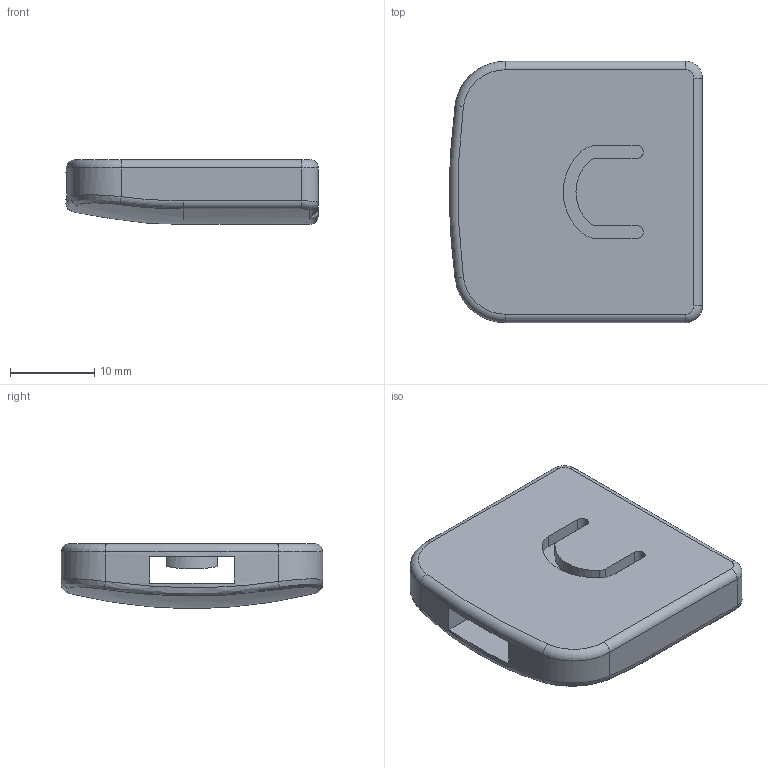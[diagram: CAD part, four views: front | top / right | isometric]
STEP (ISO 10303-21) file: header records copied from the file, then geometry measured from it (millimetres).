
FILE_DESCRIPTION (( 'STEP AP203' ), '1' );
FILE_NAME ('sone3D.STEP', '2014-05-22T10:32:04', ( '' ), ( '' ), 'SwSTEP 2.0', 'SolidWorks 2012', '' );
FILE_SCHEMA (( 'CONFIG_CONTROL_DESIGN' ));
Length unit declared in the file: millimetre
Products named in the file (1): sone3D
Bounding box: 29.98 x 31 x 7.7 mm (x, y, z)
Volume: 4006.8 mm3; surface area: 3866.5 mm2
Topology: 1 solids, 1 shells, 60 faces, 152 edges, 94 vertices
Faces by surface type: cylinder 25, plane 19, torus 8, bspline 7, sphere 1
Entity records: 3012 total; most frequent: CARTESIAN_POINT 1489, DIRECTION 305, ORIENTED_EDGE 304, EDGE_CURVE 152, AXIS2_PLACEMENT_3D 116, VERTEX_POINT 94, LINE 73, VECTOR 73
